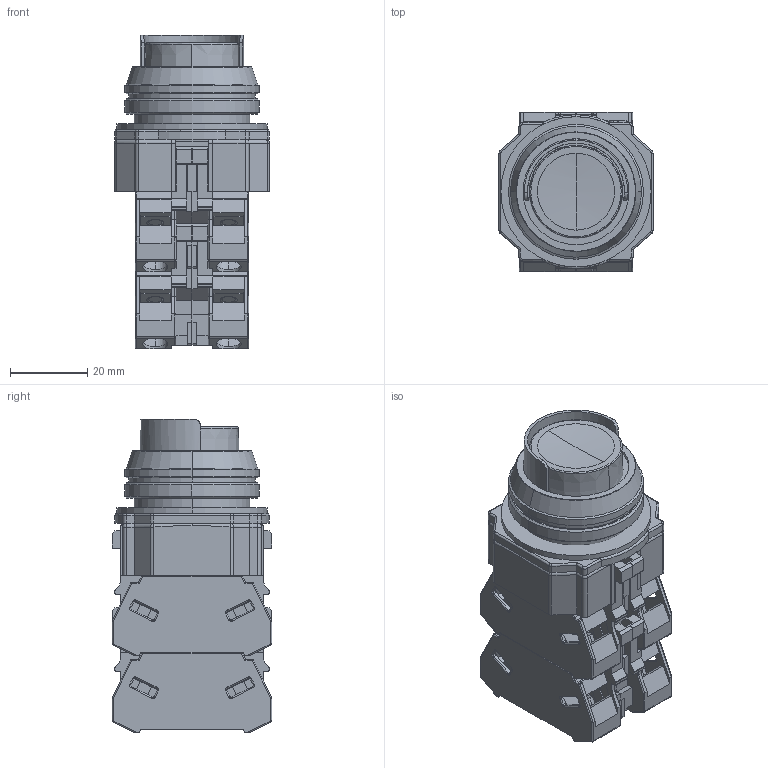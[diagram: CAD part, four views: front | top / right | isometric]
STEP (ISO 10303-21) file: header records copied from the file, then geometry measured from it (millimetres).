
FILE_DESCRIPTION (( 'STEP AP203' ), '1' );
FILE_NAME ('OUTSIDE-ABGD2_AOGD2.STEP', '2017-03-13T03:48:07', ( '' ), ( '' ), 'SwSTEP 2.0', 'SolidWorks 2014', '' );
FILE_SCHEMA (( 'CONFIG_CONTROL_DESIGN' ));
Length unit declared in the file: millimetre
Products named in the file (6): OUTSIDE-ABGD2_AOGD2; OUTSIDE-ABD2_AOD2_BODY; OUTSIDE-HW-U; OUTSIDE-OW-11; OUTSIDE-ABN2G_HALF-GUARD; OUTSIDE-N-TYPE-PB-LOCK-NUT
Assembly tree (8 placements, depth 2):
  OUTSIDE-ABGD2_AOGD2
    OUTSIDE-ABD2_AOD2_BODY
    OUTSIDE-OW-11
    OUTSIDE-N-TYPE-PB-LOCK-NUT
    OUTSIDE-HW-U  x4
    OUTSIDE-ABN2G_HALF-GUARD
Bounding box: 40 x 41.4 x 81.4 mm (x, y, z)
Volume: 76944.9 mm3; surface area: 33284.5 mm2
Topology: 10 solids, 10 shells, 1338 faces, 3617 edges, 2306 vertices
Faces by surface type: plane 768, cylinder 356, bspline 165, cone 28, torus 11, sphere 10
Entity records: 18827 total; most frequent: CARTESIAN_POINT 5250, ORIENTED_EDGE 2788, DIRECTION 2562, EDGE_CURVE 1394, VECTOR 924, LINE 924, VERTEX_POINT 890, AXIS2_PLACEMENT_3D 819
